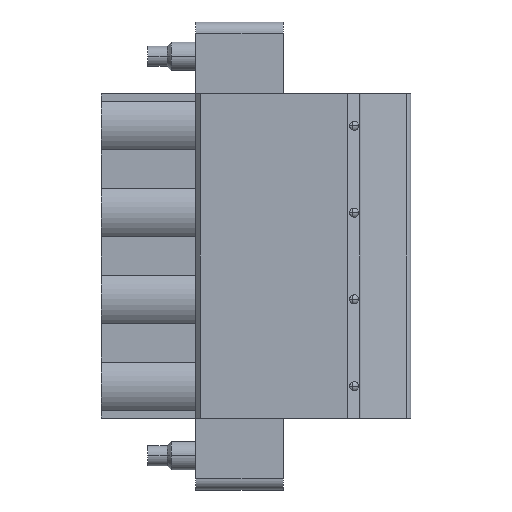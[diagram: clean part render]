
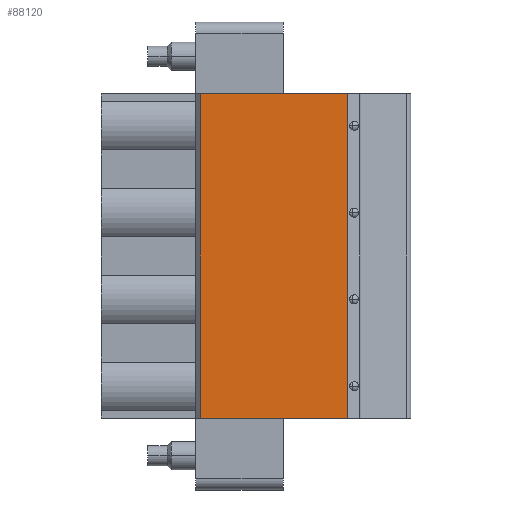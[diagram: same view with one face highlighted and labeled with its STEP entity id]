
A CAD part, front view. The second image highlights one B-rep face of the part: STEP entity #88120.
In plain terms, the highlighted planar face has unit normal (0, -1, 0).
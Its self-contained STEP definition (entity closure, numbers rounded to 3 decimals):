
#28730=CARTESIAN_POINT('',(-60.61,
   65.078,2.81));
#28740=VERTEX_POINT('',#28730);
#30180=CARTESIAN_POINT('',(-47.71,
   65.078,2.81));
#30190=VERTEX_POINT('',#30180);
#30220=CARTESIAN_POINT('',(0.,65.078
   ,2.81));
#30230=DIRECTION('',(-1.,0.,
   0.));
#30240=VECTOR('',#30230,1.);
#30250=LINE('',#30220,#30240);
#30260=EDGE_CURVE('',#30190,#28740,#30250,.T.);
#63380=CARTESIAN_POINT('',(-47.71,
   65.078,-25.67));
#63390=VERTEX_POINT('',#63380);
#63420=CARTESIAN_POINT('',(-47.71,
   65.078,0.));
#63430=DIRECTION('',(0.,0.,
   -1.));
#63440=VECTOR('',#63430,1.);
#63450=LINE('',#63420,#63440);
#63460=EDGE_CURVE('',#30190,#63390,#63450,.T.);
#80750=CARTESIAN_POINT('',(-60.61,
   65.078,-25.67));
#80760=VERTEX_POINT('',#80750);
#80790=CARTESIAN_POINT('',(0.,65.078
   ,-25.67));
#80800=DIRECTION('',(1.,0.,
   0.));
#80810=VECTOR('',#80800,1.);
#80820=LINE('',#80790,#80810);
#80830=EDGE_CURVE('',#80760,#63390,#80820,.T.);
#81080=CARTESIAN_POINT('',(-60.61,
   65.078,-7.62));
#81090=DIRECTION('',(0.,0.,
   -1.));
#81100=VECTOR('',#81090,1.);
#81110=LINE('',#81080,#81100);
#81120=EDGE_CURVE('',#28740,#80760,#81110,.T.);
#88010=CARTESIAN_POINT('',(-62.108,
   65.078,-23.753));
#88020=DIRECTION('',(0.,1.,
   0.));
#88030=DIRECTION('',(1.,0.,
   0.));
#88040=AXIS2_PLACEMENT_3D('',#88010,#88020,#88030);
#88050=PLANE('',#88040);
#88060=ORIENTED_EDGE('',*,*,#30260,.T.);
#88070=ORIENTED_EDGE('',*,*,#63460,.F.);
#88080=ORIENTED_EDGE('',*,*,#80830,.T.);
#88090=ORIENTED_EDGE('',*,*,#81120,.T.);
#88100=EDGE_LOOP('',(#88090,#88080,#88070,#88060));
#88110=FACE_OUTER_BOUND('',#88100,.T.);
#88120=ADVANCED_FACE('',(#88110),#88050,.F.);
